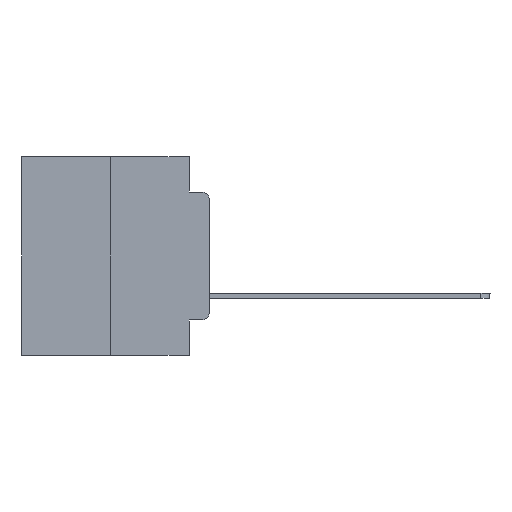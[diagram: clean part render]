
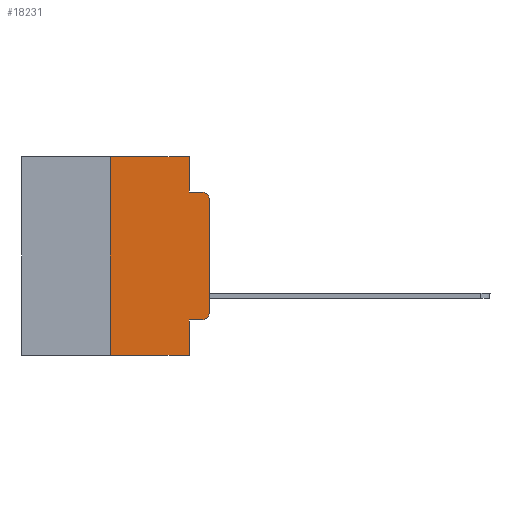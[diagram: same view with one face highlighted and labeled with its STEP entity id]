
A CAD part, left-side view. The second image highlights one B-rep face of the part: STEP entity #18231.
In plain terms, the highlighted planar face has unit normal (-1, 0, 0).
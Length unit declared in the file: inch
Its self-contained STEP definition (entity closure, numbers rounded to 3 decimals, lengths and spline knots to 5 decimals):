
#80 = EDGE_CURVE ( 'NONE', #16103, #6602, #6624, .T. ) ;
#127 = CARTESIAN_POINT ( 'NONE',  ( 0., 0.473, 0. ) ) ;
#344 = LINE ( 'NONE', #4390, #6635 ) ;
#391 = CARTESIAN_POINT ( 'NONE',  ( 0., 0.051, 0. ) ) ;
#493 = CARTESIAN_POINT ( 'NONE',  ( 0., 0.051, -0.4115 ) ) ;
#647 = ORIENTED_EDGE ( 'NONE', *, *, #17380, .T. ) ;
#677 = FACE_OUTER_BOUND ( 'NONE', #11873, .T. ) ;
#1066 = EDGE_CURVE ( 'NONE', #6602, #6724, #8833, .T. ) ;
#1360 = AXIS2_PLACEMENT_3D ( 'NONE', #4538, #2774, #25356 ) ;
#2770 = LINE ( 'NONE', #7385, #19601 ) ;
#2774 = DIRECTION ( 'NONE',  ( -1., 0., 0. ) ) ;
#3592 = ORIENTED_EDGE ( 'NONE', *, *, #9852, .F. ) ;
#3874 = VECTOR ( 'NONE', #19094, 39.37008 ) ;
#4197 = VERTEX_POINT ( 'NONE', #21341 ) ;
#4390 = CARTESIAN_POINT ( 'NONE',  ( 0., 0.051, 0. ) ) ;
#4538 = CARTESIAN_POINT ( 'NONE',  ( 0., 0.02, -0.3915 ) ) ;
#4861 = CARTESIAN_POINT ( 'NONE',  ( 0., 0.473, 0. ) ) ;
#4922 = LINE ( 'NONE', #15543, #17532 ) ;
#5196 = DIRECTION ( 'NONE',  ( 0., -1., 0. ) ) ;
#5197 = CARTESIAN_POINT ( 'NONE',  ( 0., 0.051, -0.0885 ) ) ;
#5292 = ORIENTED_EDGE ( 'NONE', *, *, #8270, .T. ) ;
#5917 = CARTESIAN_POINT ( 'NONE',  ( 0., 0.051, -0.5 ) ) ;
#6602 = VERTEX_POINT ( 'NONE', #5197 ) ;
#6624 = LINE ( 'NONE', #391, #7466 ) ;
#6635 = VECTOR ( 'NONE', #10659, 39.37008 ) ;
#6644 = EDGE_CURVE ( 'NONE', #16224, #16103, #24106, .T. ) ;
#6724 = VERTEX_POINT ( 'NONE', #22181 ) ;
#7054 = AXIS2_PLACEMENT_3D ( 'NONE', #23600, #25771, #12991 ) ;
#7334 = VERTEX_POINT ( 'NONE', #493 ) ;
#7385 = CARTESIAN_POINT ( 'NONE',  ( 0., 0., 0. ) ) ;
#7466 = VECTOR ( 'NONE', #16940, 39.37008 ) ;
#7489 = DIRECTION ( 'NONE',  ( 0., -1., 0. ) ) ;
#8270 = EDGE_CURVE ( 'NONE', #7334, #8707, #17808, .T. ) ;
#8314 = DIRECTION ( 'NONE',  ( 0., -1., 0. ) ) ;
#8393 = ORIENTED_EDGE ( 'NONE', *, *, #80, .F. ) ;
#8707 = VERTEX_POINT ( 'NONE', #11756 ) ;
#8833 = LINE ( 'NONE', #16192, #20506 ) ;
#8904 = AXIS2_PLACEMENT_3D ( 'NONE', #4861, #11246, #19000 ) ;
#8941 = ORIENTED_EDGE ( 'NONE', *, *, #1066, .F. ) ;
#9402 = CARTESIAN_POINT ( 'NONE',  ( 0., 0., -0.1085 ) ) ;
#9852 = EDGE_CURVE ( 'NONE', #4197, #16224, #12871, .T. ) ;
#9950 = ORIENTED_EDGE ( 'NONE', *, *, #6644, .F. ) ;
#10023 = VERTEX_POINT ( 'NONE', #11350 ) ;
#10580 = DIRECTION ( 'NONE',  ( 0., -1., 0. ) ) ;
#10659 = DIRECTION ( 'NONE',  ( 0., 0., -1. ) ) ;
#10679 = VECTOR ( 'NONE', #7489, 39.37008 ) ;
#11246 = DIRECTION ( 'NONE',  ( 1., 0., 0. ) ) ;
#11350 = CARTESIAN_POINT ( 'NONE',  ( 0., 0., -0.3915 ) ) ;
#11756 = CARTESIAN_POINT ( 'NONE',  ( 0., 0.02, -0.4115 ) ) ;
#11795 = CARTESIAN_POINT ( 'NONE',  ( 0., 0.051, 0. ) ) ;
#11841 = ORIENTED_EDGE ( 'NONE', *, *, #13924, .T. ) ;
#11873 = EDGE_LOOP ( 'NONE', ( #16237, #11841, #8941, #8393, #9950, #3592, #647, #13724, #5292, #17124 ) ) ;
#12595 = CARTESIAN_POINT ( 'NONE',  ( 0., 0.25, 0. ) ) ;
#12871 = LINE ( 'NONE', #21161, #3874 ) ;
#12991 = DIRECTION ( 'NONE',  ( 0., 0., -1. ) ) ;
#13617 = CARTESIAN_POINT ( 'NONE',  ( 0., 0.051, -0.4115 ) ) ;
#13640 = VERTEX_POINT ( 'NONE', #5917 ) ;
#13724 = ORIENTED_EDGE ( 'NONE', *, *, #16747, .F. ) ;
#13924 = EDGE_CURVE ( 'NONE', #17933, #6724, #14881, .T. ) ;
#14881 = CIRCLE ( 'NONE', #7054, 0.02 ) ;
#15067 = VECTOR ( 'NONE', #10580, 39.37008 ) ;
#15543 = CARTESIAN_POINT ( 'NONE',  ( 0., 0.473, -0.5 ) ) ;
#16103 = VERTEX_POINT ( 'NONE', #11795 ) ;
#16192 = CARTESIAN_POINT ( 'NONE',  ( 0., 0.051, -0.0885 ) ) ;
#16224 = VERTEX_POINT ( 'NONE', #12595 ) ;
#16237 = ORIENTED_EDGE ( 'NONE', *, *, #21187, .T. ) ;
#16747 = EDGE_CURVE ( 'NONE', #7334, #13640, #344, .T. ) ;
#16940 = DIRECTION ( 'NONE',  ( 0., 0., -1. ) ) ;
#17124 = ORIENTED_EDGE ( 'NONE', *, *, #22252, .T. ) ;
#17380 = EDGE_CURVE ( 'NONE', #4197, #13640, #4922, .T. ) ;
#17532 = VECTOR ( 'NONE', #5196, 39.37008 ) ;
#17808 = LINE ( 'NONE', #13617, #10679 ) ;
#17933 = VERTEX_POINT ( 'NONE', #9402 ) ;
#18231 = ADVANCED_FACE ( 'NONE', ( #677 ), #21595, .F. ) ;
#19000 = DIRECTION ( 'NONE',  ( 0., 0., -1. ) ) ;
#19094 = DIRECTION ( 'NONE',  ( 0., 0., 1. ) ) ;
#19487 = DIRECTION ( 'NONE',  ( 0., 0., 1. ) ) ;
#19601 = VECTOR ( 'NONE', #19487, 39.37008 ) ;
#20506 = VECTOR ( 'NONE', #8314, 39.37008 ) ;
#21161 = CARTESIAN_POINT ( 'NONE',  ( 0., 0.25, 0. ) ) ;
#21187 = EDGE_CURVE ( 'NONE', #10023, #17933, #2770, .T. ) ;
#21341 = CARTESIAN_POINT ( 'NONE',  ( 0., 0.25, -0.5 ) ) ;
#21595 = PLANE ( 'NONE',  #8904 ) ;
#22181 = CARTESIAN_POINT ( 'NONE',  ( 0., 0.02, -0.0885 ) ) ;
#22252 = EDGE_CURVE ( 'NONE', #8707, #10023, #23085, .T. ) ;
#23085 = CIRCLE ( 'NONE', #1360, 0.02 ) ;
#23600 = CARTESIAN_POINT ( 'NONE',  ( 0., 0.02, -0.1085 ) ) ;
#24106 = LINE ( 'NONE', #127, #15067 ) ;
#25356 = DIRECTION ( 'NONE',  ( 0., 0., -1. ) ) ;
#25771 = DIRECTION ( 'NONE',  ( -1., 0., 0. ) ) ;
